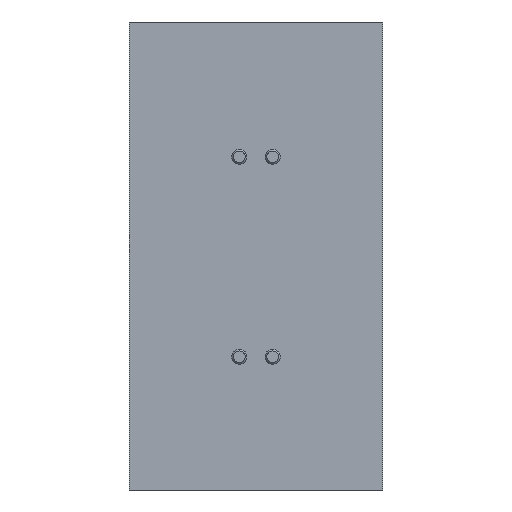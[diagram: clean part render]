
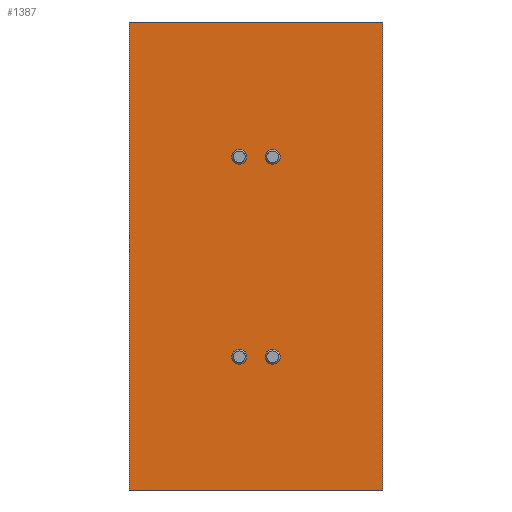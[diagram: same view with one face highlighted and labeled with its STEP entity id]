
A CAD part, front view. The second image highlights one B-rep face of the part: STEP entity #1387.
In plain terms, the highlighted planar face has unit normal (0, -1, 0).
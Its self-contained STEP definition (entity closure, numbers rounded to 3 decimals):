
#37=CIRCLE('',#1478,2.25);
#40=CIRCLE('',#1484,2.25);
#43=CIRCLE('',#1490,2.25);
#46=CIRCLE('',#1496,2.25);
#74=FACE_BOUND('',#239,.T.);
#75=FACE_BOUND('',#240,.T.);
#76=FACE_BOUND('',#241,.T.);
#77=FACE_BOUND('',#242,.T.);
#149=FACE_OUTER_BOUND('',#238,.T.);
#238=EDGE_LOOP('',(#1252,#1253,#1254,#1255));
#239=EDGE_LOOP('',(#1256));
#240=EDGE_LOOP('',(#1257));
#241=EDGE_LOOP('',(#1258));
#242=EDGE_LOOP('',(#1259));
#263=LINE('',#1906,#426);
#370=LINE('',#2148,#533);
#395=LINE('',#2198,#558);
#405=LINE('',#2245,#568);
#426=VECTOR('',#1536,10.);
#533=VECTOR('',#1753,10.);
#558=VECTOR('',#1798,10.);
#568=VECTOR('',#1858,10.);
#584=VERTEX_POINT('',#1903);
#585=VERTEX_POINT('',#1905);
#665=VERTEX_POINT('',#2147);
#680=VERTEX_POINT('',#2197);
#683=VERTEX_POINT('',#2207);
#686=VERTEX_POINT('',#2218);
#689=VERTEX_POINT('',#2229);
#692=VERTEX_POINT('',#2240);
#713=EDGE_CURVE('',#585,#584,#263,.T.);
#834=EDGE_CURVE('',#665,#585,#370,.T.);
#859=EDGE_CURVE('',#680,#665,#395,.T.);
#865=EDGE_CURVE('',#683,#683,#37,.T.);
#870=EDGE_CURVE('',#686,#686,#40,.T.);
#875=EDGE_CURVE('',#689,#689,#43,.T.);
#880=EDGE_CURVE('',#692,#692,#46,.T.);
#881=EDGE_CURVE('',#584,#680,#405,.T.);
#1252=ORIENTED_EDGE('',*,*,#881,.T.);
#1253=ORIENTED_EDGE('',*,*,#859,.T.);
#1254=ORIENTED_EDGE('',*,*,#834,.T.);
#1255=ORIENTED_EDGE('',*,*,#713,.T.);
#1256=ORIENTED_EDGE('',*,*,#880,.T.);
#1257=ORIENTED_EDGE('',*,*,#870,.T.);
#1258=ORIENTED_EDGE('',*,*,#875,.T.);
#1259=ORIENTED_EDGE('',*,*,#865,.T.);
#1315=PLANE('',#1499);
#1387=ADVANCED_FACE('',(#149,#74,#75,#76,#77),#1315,.F.);
#1478=AXIS2_PLACEMENT_3D('',#2209,#1810,#1811);
#1484=AXIS2_PLACEMENT_3D('',#2220,#1824,#1825);
#1490=AXIS2_PLACEMENT_3D('',#2231,#1838,#1839);
#1496=AXIS2_PLACEMENT_3D('',#2242,#1852,#1853);
#1499=AXIS2_PLACEMENT_3D('',#2246,#1859,#1860);
#1536=DIRECTION('',(0.,0.,1.));
#1753=DIRECTION('',(1.,0.,0.));
#1798=DIRECTION('',(0.,0.,-1.));
#1810=DIRECTION('center_axis',(0.,1.,0.));
#1811=DIRECTION('ref_axis',(-1.,0.,0.));
#1824=DIRECTION('center_axis',(0.,1.,0.));
#1825=DIRECTION('ref_axis',(-1.,0.,0.));
#1838=DIRECTION('center_axis',(0.,1.,0.));
#1839=DIRECTION('ref_axis',(-1.,0.,0.));
#1852=DIRECTION('center_axis',(0.,1.,0.));
#1853=DIRECTION('ref_axis',(-1.,0.,0.));
#1858=DIRECTION('',(-1.,0.,0.));
#1859=DIRECTION('center_axis',(0.,1.,0.));
#1860=DIRECTION('ref_axis',(1.,0.,0.));
#1903=CARTESIAN_POINT('',(38.,0.,70.5));
#1905=CARTESIAN_POINT('',(38.,0.,-70.));
#1906=CARTESIAN_POINT('',(38.,0.,-70.));
#2147=CARTESIAN_POINT('',(-38.,0.,-70.));
#2148=CARTESIAN_POINT('',(-38.,0.,-70.));
#2197=CARTESIAN_POINT('',(-38.,0.,70.5));
#2198=CARTESIAN_POINT('',(-38.,0.,70.));
#2207=CARTESIAN_POINT('',(-2.75,0.,-30.));
#2209=CARTESIAN_POINT('Origin',(-5.,0.,-30.));
#2218=CARTESIAN_POINT('',(7.25,0.,-30.));
#2220=CARTESIAN_POINT('Origin',(5.,0.,-30.));
#2229=CARTESIAN_POINT('',(-2.75,0.,30.));
#2231=CARTESIAN_POINT('Origin',(-5.,0.,30.));
#2240=CARTESIAN_POINT('',(7.25,0.,30.));
#2242=CARTESIAN_POINT('Origin',(5.,0.,30.));
#2245=CARTESIAN_POINT('',(-19.,0.,70.5));
#2246=CARTESIAN_POINT('Origin',(0.,0.,0.));
